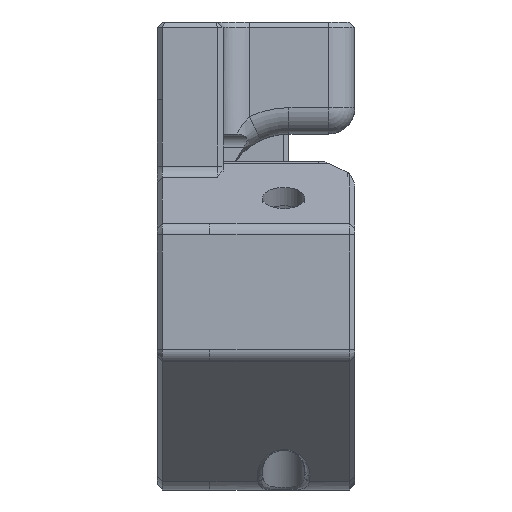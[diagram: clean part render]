
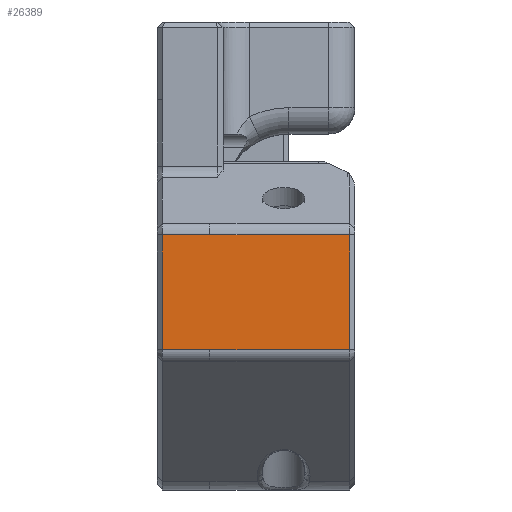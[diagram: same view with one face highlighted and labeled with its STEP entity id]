
A CAD part, front view. The second image highlights one B-rep face of the part: STEP entity #26389.
In plain terms, the highlighted planar face has unit normal (0, -1, 0).
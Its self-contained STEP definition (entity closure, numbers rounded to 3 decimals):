
#26367=AXIS2_PLACEMENT_3D('Plane Axis2P3D',#26364,#26365,#26366) ;
#182=CARTESIAN_POINT('Vertex',(0.4,-100.,-19.351)) ;
#2776=CARTESIAN_POINT('Vertex',(0.4,-100.,-10.649)) ;
#2779=CARTESIAN_POINT('Line Origine',(0.4,-100.,-15.)) ;
#21264=CARTESIAN_POINT('Line Origine',(2.707,-100.,-10.649)) ;
#21268=CARTESIAN_POINT('Vertex',(4.,-100.,-10.649)) ;
#21288=CARTESIAN_POINT('Line Origine',(7.7,-100.,-10.649)) ;
#21292=CARTESIAN_POINT('Vertex',(14.6,-100.,-10.649)) ;
#21453=CARTESIAN_POINT('Vertex',(14.6,-100.,-19.351)) ;
#21485=CARTESIAN_POINT('Line Origine',(14.6,-100.,-18.102)) ;
#26364=CARTESIAN_POINT('Axis2P3D Location',(0.,-100.,0.)) ;
#26369=CARTESIAN_POINT('Line Origine',(2.2,-100.,-19.351)) ;
#26373=CARTESIAN_POINT('Vertex',(4.,-100.,-19.351)) ;
#26376=CARTESIAN_POINT('Line Origine',(9.3,-100.,-19.351)) ;
#2780=DIRECTION('Vector Direction',(0.,0.,1.)) ;
#21265=DIRECTION('Vector Direction',(-1.,0.,0.)) ;
#21289=DIRECTION('Vector Direction',(1.,0.,0.)) ;
#21486=DIRECTION('Vector Direction',(0.,0.,1.)) ;
#26365=DIRECTION('Axis2P3D Direction',(0.,1.,-0.)) ;
#26366=DIRECTION('Axis2P3D XDirection',(-1.,0.,0.)) ;
#26370=DIRECTION('Vector Direction',(-1.,0.,0.)) ;
#26377=DIRECTION('Vector Direction',(-1.,0.,0.)) ;
#2781=VECTOR('Line Direction',#2780,1.) ;
#21266=VECTOR('Line Direction',#21265,1.) ;
#21290=VECTOR('Line Direction',#21289,1.) ;
#21487=VECTOR('Line Direction',#21486,1.) ;
#26371=VECTOR('Line Direction',#26370,1.) ;
#26378=VECTOR('Line Direction',#26377,1.) ;
#26382=ORIENTED_EDGE('',*,*,#21489,.F.) ;
#26383=ORIENTED_EDGE('',*,*,#21294,.F.) ;
#26384=ORIENTED_EDGE('',*,*,#21270,.F.) ;
#26385=ORIENTED_EDGE('',*,*,#2783,.T.) ;
#26386=ORIENTED_EDGE('',*,*,#26375,.T.) ;
#26387=ORIENTED_EDGE('',*,*,#26380,.T.) ;
#26389=ADVANCED_FACE('PartBody',(#26388),#26368,.F.) ;
#2783=EDGE_CURVE('',#2777,#183,#2782,.F.) ;
#21270=EDGE_CURVE('',#2777,#21269,#21267,.F.) ;
#21294=EDGE_CURVE('',#21269,#21293,#21291,.T.) ;
#21489=EDGE_CURVE('',#21293,#21454,#21488,.F.) ;
#26375=EDGE_CURVE('',#183,#26374,#26372,.F.) ;
#26380=EDGE_CURVE('',#26374,#21454,#26379,.F.) ;
#26381=EDGE_LOOP('',(#26382,#26383,#26384,#26385,#26386,#26387)) ;
#26388=FACE_OUTER_BOUND('',#26381,.T.) ;
#2782=LINE('Line',#2779,#2781) ;
#21267=LINE('Line',#21264,#21266) ;
#21291=LINE('Line',#21288,#21290) ;
#21488=LINE('Line',#21485,#21487) ;
#26372=LINE('Line',#26369,#26371) ;
#26379=LINE('Line',#26376,#26378) ;
#26368=PLANE('Plane',#26367) ;
#183=VERTEX_POINT('',#182) ;
#2777=VERTEX_POINT('',#2776) ;
#21269=VERTEX_POINT('',#21268) ;
#21293=VERTEX_POINT('',#21292) ;
#21454=VERTEX_POINT('',#21453) ;
#26374=VERTEX_POINT('',#26373) ;
